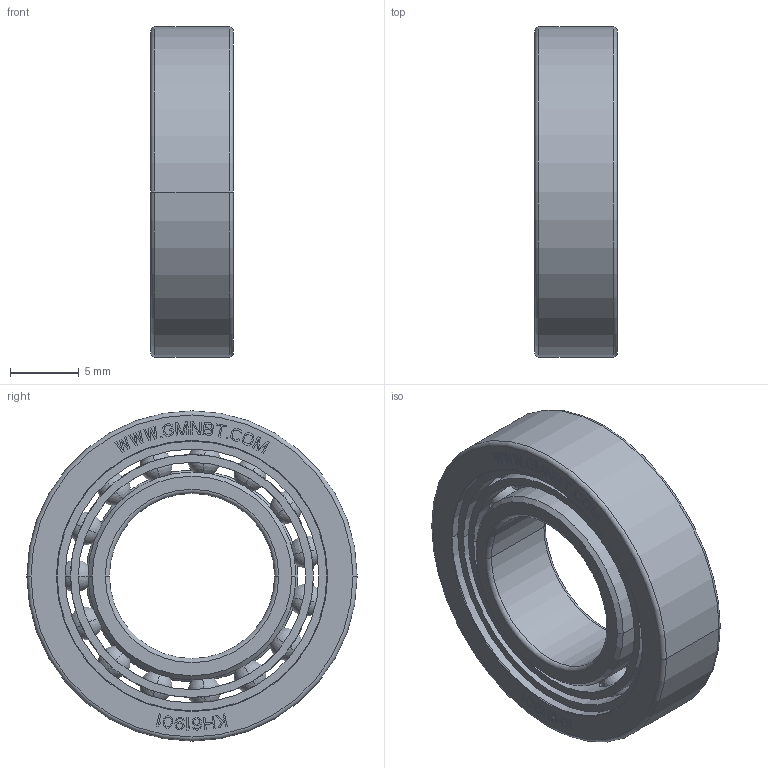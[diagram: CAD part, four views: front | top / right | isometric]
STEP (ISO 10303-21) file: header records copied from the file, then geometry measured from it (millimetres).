
FILE_DESCRIPTION((''),'2;1');
FILE_NAME('KH61901_PRT','2014-11-17T',('sales 4'),(''),'PRO/ENGINEER BY PARAMETRIC TECHNOLOGY CORPORATION, 2013150','PRO/ENGINEER BY PARAMETRIC TECHNOLOGY CORPORATION, 2013150','');
FILE_SCHEMA(('AUTOMOTIVE_DESIGN { 1 0 10303 214 1 1 1 1 }'));
Length unit declared in the file: millimetre
Products named in the file (1): KH61901_PRT
Bounding box: 6.01 x 24 x 24 mm (x, y, z)
Volume: 1562.1 mm3; surface area: 2497.7 mm2
Topology: 18 solids, 18 shells, 594 faces, 1658 edges, 1066 vertices
Faces by surface type: plane 494, cylinder 48, sphere 30, torus 12, cone 10
Entity records: 25898 total; most frequent: CARTESIAN_POINT 5670, ORIENTED_EDGE 3196, DIRECTION 2824, PRESENTATION_STYLE_ASSIGNMENT 1642, STYLED_ITEM 1616, CURVE_STYLE 1598, EDGE_CURVE 1598, VECTOR 1440
